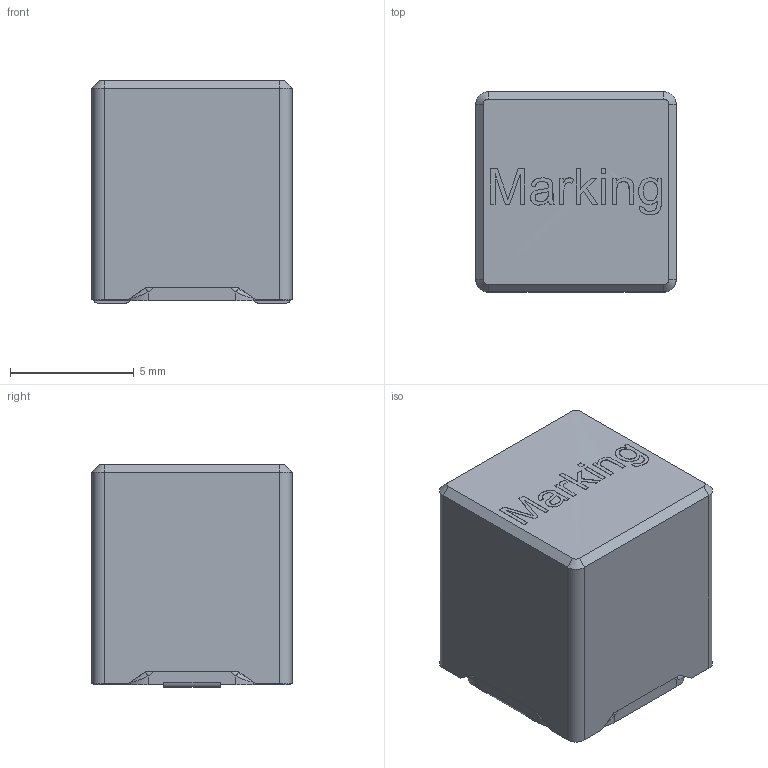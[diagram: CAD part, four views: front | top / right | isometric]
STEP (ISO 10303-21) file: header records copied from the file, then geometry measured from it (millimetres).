
FILE_DESCRIPTION(/* description */ ('Unknown'),/* implementation_level */ '2;1');
FILE_NAME(/* name */ 'L_Wurth_WE-CHSA-8090',/* time_stamp */ '2025-05-19T17:41:10+08:00',/* author */ ('Unknown'),/* organization */ ('Unknown'),/* preprocessor_version */ 'ST-DEVELOPER v19.4',/* originating_system */ 'Solid Edge',/* authorisation */ 'Unknown');
FILE_SCHEMA (('AUTOMOTIVE_DESIGN {1 0 10303 214 3 1 1}'));
Length unit declared in the file: millimetre
Products named in the file (2): L_Wurth_WE-CHSA-8090
Assembly tree (1 placements, depth 2):
  L_Wurth_WE-CHSA-8090
    L_Wurth_WE-CHSA-8090
Bounding box: 8.1 x 8.1 x 9 mm (x, y, z)
Volume: 575.8 mm3; surface area: 449.9 mm2
Topology: 1 solids, 5 shells, 250 faces, 629 edges, 404 vertices
Faces by surface type: plane 161, cylinder 60, bspline 21, cone 4, torus 4
Full cylindrical faces by diameter (mm): 1.5 x2
Entity records: 9727 total; most frequent: CARTESIAN_POINT 2287, ORIENTED_EDGE 1244, DIRECTION 1020, EDGE_CURVE 622, VERTEX_POINT 402, LINE 354, VECTOR 354, AXIS2_PLACEMENT_3D 333
